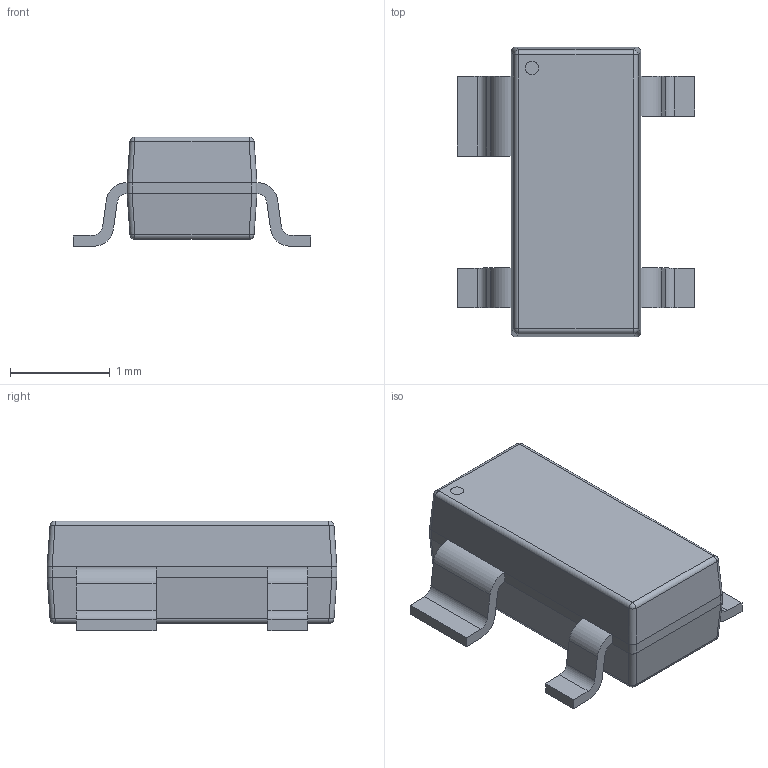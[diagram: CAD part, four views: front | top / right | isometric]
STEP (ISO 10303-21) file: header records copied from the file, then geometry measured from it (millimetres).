
FILE_DESCRIPTION (( 'STEP AP214' ), '1' );
FILE_NAME ('DT1042-02SR-7.STEP', '2024-11-10T07:51:02', ( '' ), ( '' ), 'SwSTEP 2.0', 'SolidWorks 2023', '' );
FILE_SCHEMA (( 'AUTOMOTIVE_DESIGN' ));
Length unit declared in the file: millimetre
Products named in the file (1): DT1042-02SR-7
Bounding box: 2.38 x 2.9 x 1.1 mm (x, y, z)
Volume: 3.9 mm3; surface area: 20 mm2
Topology: 6 solids, 6 shells, 97 faces, 228 edges, 144 vertices
Faces by surface type: plane 49, cylinder 40, sphere 8
Entity records: 3889 total; most frequent: CARTESIAN_POINT 494, DIRECTION 480, ORIENTED_EDGE 456, EDGE_CURVE 228, AXIS2_PLACEMENT_3D 162, VECTOR 156, LINE 156, VERTEX_POINT 144
